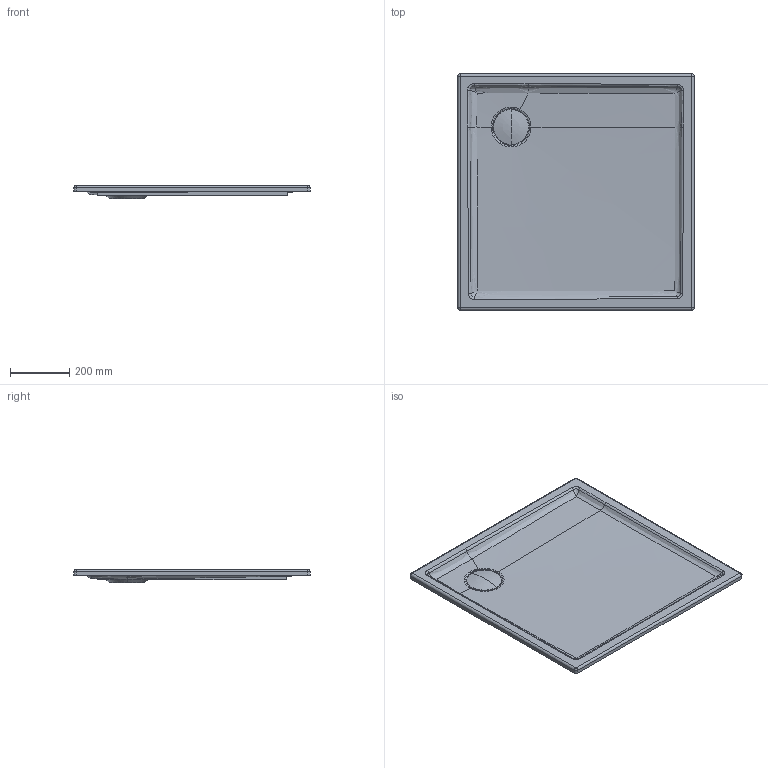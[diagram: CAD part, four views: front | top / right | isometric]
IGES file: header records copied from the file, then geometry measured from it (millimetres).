
Global section: file name: No Iges File Name specified; native system: Autodesk Inventor 2011; preprocessor: AutoDesk Inventor Iges Exporter R2011; author: Administrator; date: 20130627.201917; units: millimetre
Bounding box: 800 x 800 x 45 mm (x, y, z)
Volume: 7273912.3 mm3; surface area: 2209944 mm2
Topology: 3 solids, 3 shells, 117 faces, 274 edges, 152 vertices
Faces by surface type: bspline 52, plane 23, revolution 21, cylinder 12, cone 5, sphere 4
